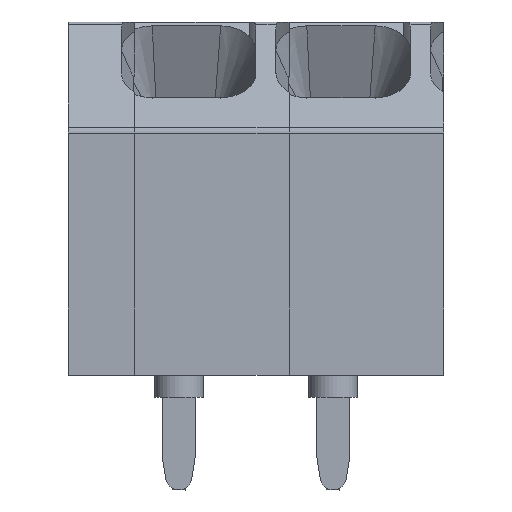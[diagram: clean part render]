
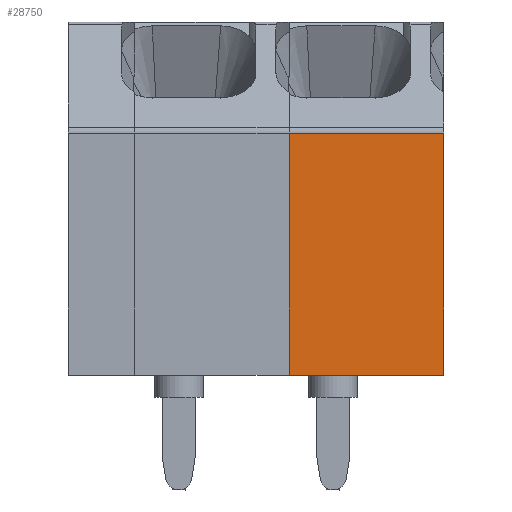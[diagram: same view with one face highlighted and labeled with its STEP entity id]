
A CAD part, front view. The second image highlights one B-rep face of the part: STEP entity #28750.
In plain terms, the highlighted face is planar.
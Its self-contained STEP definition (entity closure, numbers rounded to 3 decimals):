
#27690=CARTESIAN_POINT('',(-2.2,0.,9.9));
#27700=VERTEX_POINT('',#27690);
#27750=CARTESIAN_POINT('',(-2.2,0.,6.4));
#27760=DIRECTION('',(0.,0.,1.));
#27770=VECTOR('',#27760,1.);
#27780=LINE('',#27750,#27770);
#27790=CARTESIAN_POINT('',(-2.2,0.,6.4));
#27800=VERTEX_POINT('',#27790);
#27810=EDGE_CURVE('',#27800,#27700,#27780,.T.);
#28450=CARTESIAN_POINT('',(-2.2,8.,6.4));
#28460=DIRECTION('',(1.,0.,0.));
#28470=DIRECTION('',(0.,0.,-1.));
#28480=AXIS2_PLACEMENT_3D('',#28450,#28460,#28470);
#28490=PLANE('',#28480);
#28500=CARTESIAN_POINT('',(-2.2,5.478,6.4));
#28510=DIRECTION('',(0.,0.,-1.));
#28520=VECTOR('',#28510,1.);
#28530=LINE('',#28500,#28520);
#28540=CARTESIAN_POINT('',(-2.2,5.478,9.9));
#28550=VERTEX_POINT('',#28540);
#28560=CARTESIAN_POINT('',(-2.2,5.478,6.4));
#28570=VERTEX_POINT('',#28560);
#28580=EDGE_CURVE('',#28550,#28570,#28530,.T.);
#28590=ORIENTED_EDGE('',*,*,#28580,.F.);
#28600=CARTESIAN_POINT('',(-2.2,0.262,6.4));
#28610=DIRECTION('',(0.,1.,0.));
#28620=VECTOR('',#28610,1.);
#28630=LINE('',#28600,#28620);
#28640=EDGE_CURVE('',#27800,#28570,#28630,.T.);
#28650=ORIENTED_EDGE('',*,*,#28640,.T.);
#28660=ORIENTED_EDGE('',*,*,#27810,.F.);
#28670=CARTESIAN_POINT('',(-2.2,0.262,9.9));
#28680=DIRECTION('',(0.,-1.,0.));
#28690=VECTOR('',#28680,1.);
#28700=LINE('',#28670,#28690);
#28710=EDGE_CURVE('',#28550,#27700,#28700,.T.);
#28720=ORIENTED_EDGE('',*,*,#28710,.T.);
#28730=EDGE_LOOP('',(#28720,#28660,#28650,#28590));
#28740=FACE_OUTER_BOUND('',#28730,.T.);
#28750=ADVANCED_FACE('',(#28740),#28490,.T.);
